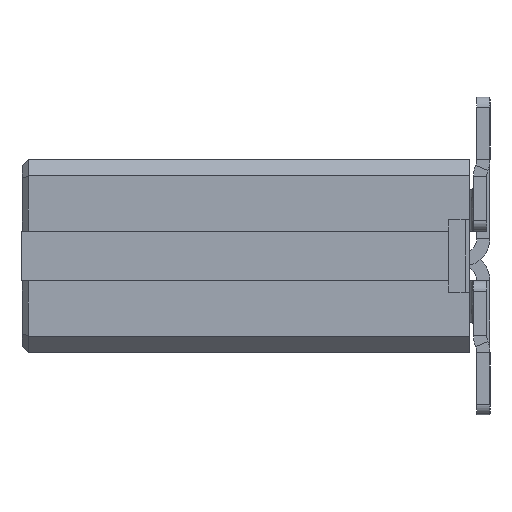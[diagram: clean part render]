
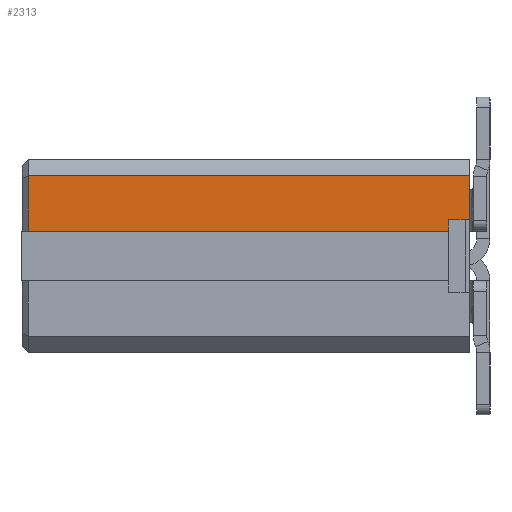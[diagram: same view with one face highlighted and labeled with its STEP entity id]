
A CAD part, left-side view. The second image highlights one B-rep face of the part: STEP entity #2313.
In plain terms, the highlighted planar face has unit normal (-1, 0, 0).
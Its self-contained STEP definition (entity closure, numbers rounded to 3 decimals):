
#1439=CARTESIAN_POINT('',(-14.62,-21.6,3.875));
#1440=VERTEX_POINT('',#1439);
#1457=CARTESIAN_POINT('',(-14.62,-0.3,3.875));
#1458=VERTEX_POINT('',#1457);
#1465=CARTESIAN_POINT('',(-14.62,-0.3,3.875));
#1466=DIRECTION('',(0.,-1.,0.));
#1467=VECTOR('',#1466,21.3);
#1468=LINE('',#1465,#1467);
#1469=EDGE_CURVE('',#1458,#1440,#1468,.T.);
#1852=CARTESIAN_POINT('',(-14.62,-0.3,1.2));
#1853=VERTEX_POINT('',#1852);
#1860=CARTESIAN_POINT('',(-14.62,-0.3,1.2));
#1861=DIRECTION('',(0.,0.,1.));
#1862=VECTOR('',#1861,2.675);
#1863=LINE('',#1860,#1862);
#1864=EDGE_CURVE('',#1853,#1458,#1863,.T.);
#2274=CARTESIAN_POINT('',(-14.62,-10.95,0.));
#2275=DIRECTION('',(0.,0.,-1.));
#2276=DIRECTION('',(-1.,-0.,-0.));
#2277=AXIS2_PLACEMENT_3D('',#2274,#2276,#2275);
#2278=PLANE('',#2277);
#2279=ORIENTED_EDGE('',*,*,#1469,.F.);
#2280=ORIENTED_EDGE('',*,*,#1864,.F.);
#2281=CARTESIAN_POINT('',(-14.62,-20.6,1.2));
#2282=VERTEX_POINT('',#2281);
#2283=CARTESIAN_POINT('',(-14.62,-0.3,1.2));
#2284=DIRECTION('',(0.,-1.,0.));
#2285=VECTOR('',#2284,20.3);
#2286=LINE('',#2283,#2285);
#2287=EDGE_CURVE('',#1853,#2282,#2286,.T.);
#2288=ORIENTED_EDGE('',*,*,#2287,.T.);
#2289=CARTESIAN_POINT('',(-14.62,-20.6,1.75));
#2290=VERTEX_POINT('',#2289);
#2291=CARTESIAN_POINT('',(-14.62,-20.6,1.2));
#2292=DIRECTION('',(0.,0.,1.));
#2293=VECTOR('',#2292,0.55);
#2294=LINE('',#2291,#2293);
#2295=EDGE_CURVE('',#2282,#2290,#2294,.T.);
#2296=ORIENTED_EDGE('',*,*,#2295,.T.);
#2297=CARTESIAN_POINT('',(-14.62,-21.6,1.75));
#2298=VERTEX_POINT('',#2297);
#2299=CARTESIAN_POINT('',(-14.62,-20.6,1.75));
#2300=DIRECTION('',(0.,-1.,0.));
#2301=VECTOR('',#2300,1.);
#2302=LINE('',#2299,#2301);
#2303=EDGE_CURVE('',#2290,#2298,#2302,.T.);
#2304=ORIENTED_EDGE('',*,*,#2303,.T.);
#2305=CARTESIAN_POINT('',(-14.62,-21.6,1.75));
#2306=DIRECTION('',(0.,0.,1.));
#2307=VECTOR('',#2306,2.125);
#2308=LINE('',#2305,#2307);
#2309=EDGE_CURVE('',#2298,#1440,#2308,.T.);
#2310=ORIENTED_EDGE('',*,*,#2309,.T.);
#2311=EDGE_LOOP('',(#2279,#2280,#2288,#2296,#2304,#2310));
#2312=FACE_OUTER_BOUND('',#2311,.T.);
#2313=ADVANCED_FACE('',(#2312),#2278,.T.);
